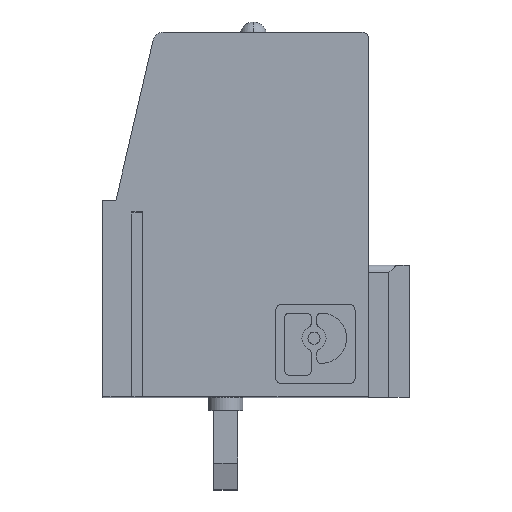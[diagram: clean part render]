
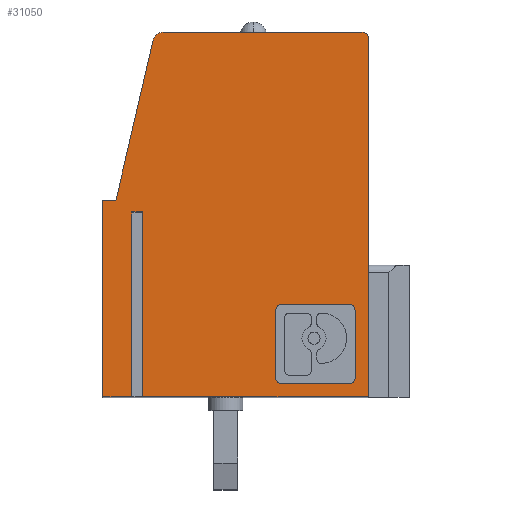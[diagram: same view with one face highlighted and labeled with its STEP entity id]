
A CAD part, top view. The second image highlights one B-rep face of the part: STEP entity #31050.
In plain terms, the highlighted planar face has unit normal (0, 0, 1).
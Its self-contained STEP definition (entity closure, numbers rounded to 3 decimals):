
#2570=CARTESIAN_POINT('',(-84.02,37.442,7.62));
#2580=VERTEX_POINT('',#2570);
#2630=CARTESIAN_POINT('',(-84.02,0.,7.62));
#2640=DIRECTION('',(0.,-1.,0.));
#2650=VECTOR('',#2640,1.);
#2660=LINE('',#2630,#2650);
#2670=CARTESIAN_POINT('',(-84.02,44.442,7.62));
#2680=VERTEX_POINT('',#2670);
#2690=EDGE_CURVE('',#2680,#2580,#2660,.T.);
#12620=CARTESIAN_POINT('',(-75.263,51.242,7.62));
#12630=VERTEX_POINT('',#12620);
#12660=CARTESIAN_POINT('',(-82.713,51.242,7.62));
#12670=DIRECTION('',(-1.,0.,0.));
#12680=VECTOR('',#12670,1.);
#12690=LINE('',#12660,#12680);
#12700=CARTESIAN_POINT('',(-82.821,51.242,7.62));
#12710=VERTEX_POINT('',#12700);
#12720=EDGE_CURVE('',#12630,#12710,#12690,.T.);
#20830=CARTESIAN_POINT('',(-75.263,51.042,7.62));
#20840=DIRECTION('',(0.,0.,1.));
#20850=DIRECTION('',(1.,0.,0.));
#20860=AXIS2_PLACEMENT_3D('',#20830,#20840,#20850);
#20870=CIRCLE('',#20860,0.2);
#20880=CARTESIAN_POINT('',(-75.063,51.042,7.62));
#20890=VERTEX_POINT('',#20880);
#20900=EDGE_CURVE('',#20890,#12630,#20870,.T.);
#24550=CARTESIAN_POINT('',(-85.113,44.892,7.62));
#24560=DIRECTION('',(1.,0.,0.));
#24570=VECTOR('',#24560,1.);
#24580=LINE('',#24550,#24570);
#24590=CARTESIAN_POINT('',(-85.113,44.892,7.62));
#24600=VERTEX_POINT('',#24590);
#24610=CARTESIAN_POINT('',(-84.613,44.892,7.62));
#24620=VERTEX_POINT('',#24610);
#24630=EDGE_CURVE('',#24600,#24620,#24580,.T.);
#28730=CARTESIAN_POINT('',(-82.821,50.842,7.62));
#28740=DIRECTION('',(0.,0.,1.));
#28750=DIRECTION('',(1.,0.,0.));
#28760=AXIS2_PLACEMENT_3D('',#28730,#28740,#28750);
#28770=CIRCLE('',#28760,0.4);
#28780=CARTESIAN_POINT('',(-83.21,50.932,7.62));
#28790=VERTEX_POINT('',#28780);
#28800=EDGE_CURVE('',#12710,#28790,#28770,.T.);
#29260=CARTESIAN_POINT('',(-83.606,37.442,7.62));
#29270=VERTEX_POINT('',#29260);
#29350=CARTESIAN_POINT('',(-83.606,44.442,7.62));
#29360=VERTEX_POINT('',#29350);
#29390=CARTESIAN_POINT('',(-83.606,0.,7.62));
#29400=DIRECTION('',(0.,1.,0.));
#29410=VECTOR('',#29400,1.);
#29420=LINE('',#29390,#29410);
#29430=EDGE_CURVE('',#29270,#29360,#29420,.T.);
#29860=CARTESIAN_POINT('',(0.,0.,7.62));
#29870=DIRECTION('',(0.,0.,1.));
#29880=DIRECTION('',(1.,0.,0.));
#29890=AXIS2_PLACEMENT_3D('',#29860,#29870,#29880);
#29900=PLANE('',#29890);
#29910=ORIENTED_EDGE('',*,*,#20900,.T.);
#29920=CARTESIAN_POINT('',(-75.063,0.,7.62));
#29930=DIRECTION('',(0.,-1.,0.));
#29940=VECTOR('',#29930,1.);
#29950=LINE('',#29920,#29940);
#29960=CARTESIAN_POINT('',(-75.063,37.442,7.62));
#29970=VERTEX_POINT('',#29960);
#29980=EDGE_CURVE('',#20890,#29970,#29950,.T.);
#29990=ORIENTED_EDGE('',*,*,#29980,.F.);
#30000=CARTESIAN_POINT('',(-73.513,37.442,7.62));
#30010=DIRECTION('',(-1.,0.,0.));
#30020=VECTOR('',#30010,1.);
#30030=LINE('',#30000,#30020);
#30040=EDGE_CURVE('',#29970,#29270,#30030,.T.);
#30050=ORIENTED_EDGE('',*,*,#30040,.F.);
#30060=ORIENTED_EDGE('',*,*,#29430,.F.);
#30070=CARTESIAN_POINT('',(0.,44.442,7.62));
#30080=DIRECTION('',(1.,0.,0.));
#30090=VECTOR('',#30080,1.);
#30100=LINE('',#30070,#30090);
#30110=EDGE_CURVE('',#2680,#29360,#30100,.T.);
#30120=ORIENTED_EDGE('',*,*,#30110,.T.);
#30130=ORIENTED_EDGE('',*,*,#2690,.F.);
#30140=CARTESIAN_POINT('',(-85.113,37.442,7.62));
#30150=VERTEX_POINT('',#30140);
#30160=EDGE_CURVE('',#2580,#30150,#30030,.T.);
#30170=ORIENTED_EDGE('',*,*,#30160,.F.);
#30180=CARTESIAN_POINT('',(-85.113,0.,7.62));
#30190=DIRECTION('',(0.,-1.,0.));
#30200=VECTOR('',#30190,1.);
#30210=LINE('',#30180,#30200);
#30220=EDGE_CURVE('',#24600,#30150,#30210,.T.);
#30230=ORIENTED_EDGE('',*,*,#30220,.T.);
#30240=ORIENTED_EDGE('',*,*,#24630,.F.);
#30250=CARTESIAN_POINT('',(-84.613,44.892,7.62));
#30260=DIRECTION('',(0.226,0.974,0.));
#30270=VECTOR('',#30260,1.);
#30280=LINE('',#30250,#30270);
#30290=EDGE_CURVE('',#24620,#28790,#30280,.T.);
#30300=ORIENTED_EDGE('',*,*,#30290,.F.);
#30310=ORIENTED_EDGE('',*,*,#28800,.T.);
#30320=ORIENTED_EDGE('',*,*,#12720,.T.);
#30330=EDGE_LOOP('',(#30320,#30310,#30300,#30240,#30230,#30170,#30130,
#30120,#30060,#30050,#29990,#29910));
#30340=FACE_OUTER_BOUND('',#30330,.T.);
#30350=CARTESIAN_POINT('',(-78.353,40.731,7.62));
#30360=DIRECTION('',(0.,0.,1.));
#30370=DIRECTION('',(1.,0.,0.));
#30380=AXIS2_PLACEMENT_3D('',#30350,#30360,#30370);
#30390=CIRCLE('',#30380,0.211);
#30400=CARTESIAN_POINT('',(-78.353,40.942,7.62));
#30410=VERTEX_POINT('',#30400);
#30420=CARTESIAN_POINT('',(-78.563,40.731,7.62));
#30430=VERTEX_POINT('',#30420);
#30440=EDGE_CURVE('',#30410,#30430,#30390,.T.);
#30450=ORIENTED_EDGE('',*,*,#30440,.F.);
#30460=CARTESIAN_POINT('',(-78.563,0.,7.62));
#30470=DIRECTION('',(0.,-1.,0.));
#30480=VECTOR('',#30470,1.);
#30490=LINE('',#30460,#30480);
#30500=CARTESIAN_POINT('',(-78.563,38.153,7.62));
#30510=VERTEX_POINT('',#30500);
#30520=EDGE_CURVE('',#30430,#30510,#30490,.T.);
#30530=ORIENTED_EDGE('',*,*,#30520,.F.);
#30540=CARTESIAN_POINT('',(-78.353,38.153,7.62));
#30550=DIRECTION('',(0.,0.,1.));
#30560=DIRECTION('',(1.,0.,0.));
#30570=AXIS2_PLACEMENT_3D('',#30540,#30550,#30560);
#30580=CIRCLE('',#30570,0.211);
#30590=CARTESIAN_POINT('',(-78.353,37.942,7.62));
#30600=VERTEX_POINT('',#30590);
#30610=EDGE_CURVE('',#30510,#30600,#30580,.T.);
#30620=ORIENTED_EDGE('',*,*,#30610,.F.);
#30630=CARTESIAN_POINT('',(0.,37.942,7.62));
#30640=DIRECTION('',(1.,0.,0.));
#30650=VECTOR('',#30640,1.);
#30660=LINE('',#30630,#30650);
#30670=CARTESIAN_POINT('',(-75.774,37.942,7.62));
#30680=VERTEX_POINT('',#30670);
#30690=EDGE_CURVE('',#30600,#30680,#30660,.T.);
#30700=ORIENTED_EDGE('',*,*,#30690,.F.);
#30710=CARTESIAN_POINT('',(-75.774,38.153,7.62));
#30720=DIRECTION('',(0.,0.,1.));
#30730=DIRECTION('',(1.,0.,0.));
#30740=AXIS2_PLACEMENT_3D('',#30710,#30720,#30730);
#30750=CIRCLE('',#30740,0.211);
#30760=CARTESIAN_POINT('',(-75.563,38.153,7.62));
#30770=VERTEX_POINT('',#30760);
#30780=EDGE_CURVE('',#30680,#30770,#30750,.T.);
#30790=ORIENTED_EDGE('',*,*,#30780,.F.);
#30800=CARTESIAN_POINT('',(-75.563,0.,7.62));
#30810=DIRECTION('',(0.,1.,0.));
#30820=VECTOR('',#30810,1.);
#30830=LINE('',#30800,#30820);
#30840=CARTESIAN_POINT('',(-75.563,40.731,7.62));
#30850=VERTEX_POINT('',#30840);
#30860=EDGE_CURVE('',#30770,#30850,#30830,.T.);
#30870=ORIENTED_EDGE('',*,*,#30860,.F.);
#30880=CARTESIAN_POINT('',(-75.774,40.731,7.62));
#30890=DIRECTION('',(0.,0.,1.));
#30900=DIRECTION('',(1.,0.,0.));
#30910=AXIS2_PLACEMENT_3D('',#30880,#30890,#30900);
#30920=CIRCLE('',#30910,0.211);
#30930=CARTESIAN_POINT('',(-75.774,40.942,7.62));
#30940=VERTEX_POINT('',#30930);
#30950=EDGE_CURVE('',#30850,#30940,#30920,.T.);
#30960=ORIENTED_EDGE('',*,*,#30950,.F.);
#30970=CARTESIAN_POINT('',(0.,40.942,7.62));
#30980=DIRECTION('',(-1.,0.,0.));
#30990=VECTOR('',#30980,1.);
#31000=LINE('',#30970,#30990);
#31010=EDGE_CURVE('',#30940,#30410,#31000,.T.);
#31020=ORIENTED_EDGE('',*,*,#31010,.F.);
#31030=EDGE_LOOP('',(#31020,#30960,#30870,#30790,#30700,#30620,#30530,
#30450));
#31040=FACE_BOUND('',#31030,.T.);
#31050=ADVANCED_FACE('',(#30340,#31040),#29900,.T.);
